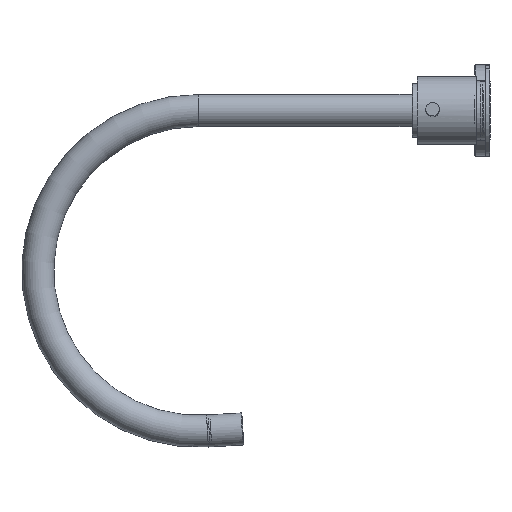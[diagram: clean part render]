
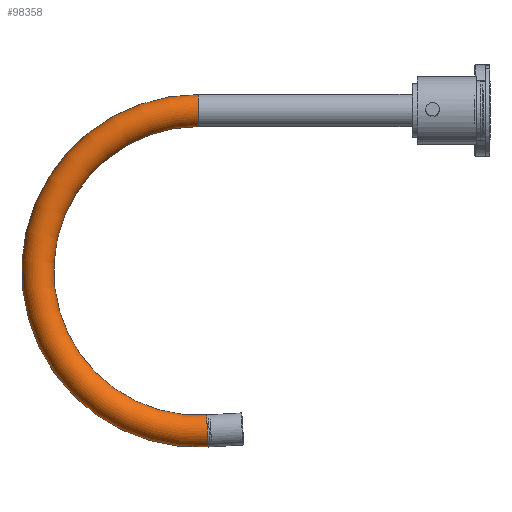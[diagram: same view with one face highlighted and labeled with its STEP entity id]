
A CAD part, left-side view. The second image highlights one B-rep face of the part: STEP entity #98358.
In plain terms, the highlighted toroidal (fillet/blend) face has major radius 95 mm and minor radius 9.5 mm.
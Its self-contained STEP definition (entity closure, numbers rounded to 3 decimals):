
#798 = EDGE_LOOP ( 'NONE', ( #18318, #40953, #38442, #47707 ) ) ;
#5212 = DIRECTION ( 'NONE',  ( -0.002, 0., 1. ) ) ;
#5585 = CIRCLE ( 'NONE', #8841, 9.5 ) ;
#6285 = FACE_OUTER_BOUND ( 'NONE', #798, .T. ) ;
#8841 = AXIS2_PLACEMENT_3D ( 'NONE', #66242, #43386, #65742 ) ;
#12364 = CARTESIAN_POINT ( 'NONE',  ( 0.183, 219.233, -95. ) ) ;
#12426 = DIRECTION ( 'NONE',  ( -1., 0., -0.002 ) ) ;
#12564 = CARTESIAN_POINT ( 'NONE',  ( 0.183, 219.233, -95. ) ) ;
#13016 = EDGE_CURVE ( 'NONE', #48214, #93865, #61891, .T. ) ;
#14426 = DIRECTION ( 'NONE',  ( -0.002, 0., 1. ) ) ;
#18318 = ORIENTED_EDGE ( 'NONE', *, *, #84433, .T. ) ;
#18661 = CIRCLE ( 'NONE', #51002, 85.5 ) ;
#20511 = DIRECTION ( 'NONE',  ( -1., 0., -0.002 ) ) ;
#26037 = TOROIDAL_SURFACE ( 'NONE', #68218, 95., 9.5 ) ;
#26911 = EDGE_CURVE ( 'NONE', #65623, #71044, #18661, .T. ) ;
#38293 = DIRECTION ( 'NONE',  ( 0., 1., 0. ) ) ;
#38442 = ORIENTED_EDGE ( 'NONE', *, *, #78165, .F. ) ;
#40296 = CARTESIAN_POINT ( 'NONE',  ( 0., 219.233, 0. ) ) ;
#40953 = ORIENTED_EDGE ( 'NONE', *, *, #13016, .T. ) ;
#43386 = DIRECTION ( 'NONE',  ( 0., -0.998, 0.058 ) ) ;
#47707 = ORIENTED_EDGE ( 'NONE', *, *, #26911, .F. ) ;
#48214 = VERTEX_POINT ( 'NONE', #65855 ) ;
#51002 = AXIS2_PLACEMENT_3D ( 'NONE', #12564, #98491, #66451 ) ;
#56440 = DIRECTION ( 'NONE',  ( 0.002, 0., -1. ) ) ;
#60154 = CARTESIAN_POINT ( 'NONE',  ( 0.183, 219.233, -95. ) ) ;
#60255 = CIRCLE ( 'NONE', #73241, 9.5 ) ;
#60785 = CARTESIAN_POINT ( 'NONE',  ( 0.384, 213.183, -199.324 ) ) ;
#61891 = CIRCLE ( 'NONE', #65126, 104.5 ) ;
#62515 = CARTESIAN_POINT ( 'NONE',  ( 0.018, 219.233, -9.5 ) ) ;
#65126 = AXIS2_PLACEMENT_3D ( 'NONE', #12364, #20511, #5212 ) ;
#65623 = VERTEX_POINT ( 'NONE', #62515 ) ;
#65742 = DIRECTION ( 'NONE',  ( -0.002, 0.058, 0.998 ) ) ;
#65855 = CARTESIAN_POINT ( 'NONE',  ( -0.018, 219.233, 9.5 ) ) ;
#66242 = CARTESIAN_POINT ( 'NONE',  ( 0.365, 213.733, -189.84 ) ) ;
#66451 = DIRECTION ( 'NONE',  ( -0.002, 0., 1. ) ) ;
#68218 = AXIS2_PLACEMENT_3D ( 'NONE', #60154, #12426, #14426 ) ;
#71044 = VERTEX_POINT ( 'NONE', #94203 ) ;
#73241 = AXIS2_PLACEMENT_3D ( 'NONE', #40296, #38293, #56440 ) ;
#78165 = EDGE_CURVE ( 'NONE', #71044, #93865, #5585, .T. ) ;
#84433 = EDGE_CURVE ( 'NONE', #65623, #48214, #60255, .T. ) ;
#93865 = VERTEX_POINT ( 'NONE', #60785 ) ;
#94203 = CARTESIAN_POINT ( 'NONE',  ( 0.347, 214.283, -180.356 ) ) ;
#98358 = ADVANCED_FACE ( 'NONE', ( #6285 ), #26037, .T. ) ;
#98491 = DIRECTION ( 'NONE',  ( -1., 0., -0.002 ) ) ;
